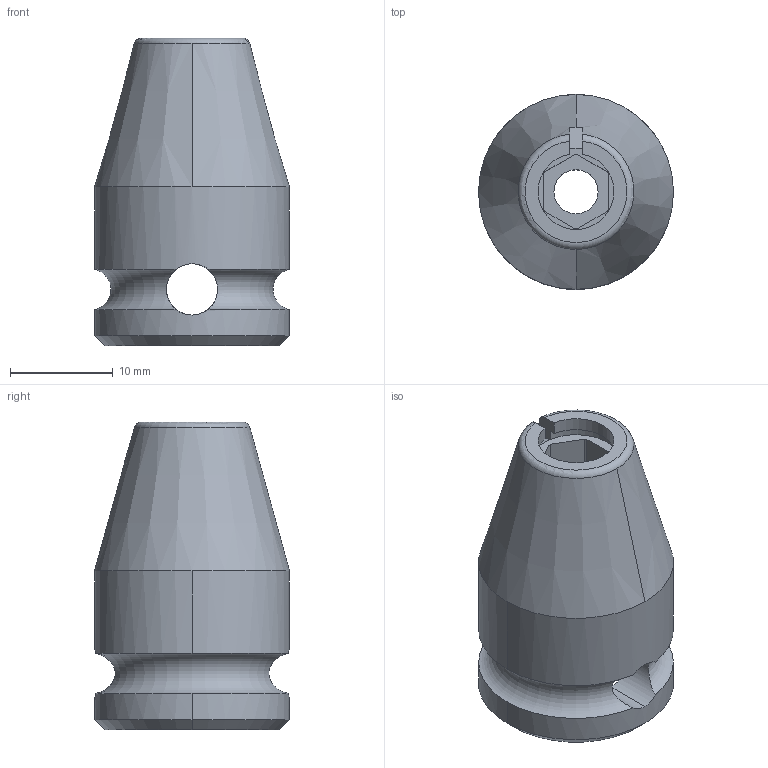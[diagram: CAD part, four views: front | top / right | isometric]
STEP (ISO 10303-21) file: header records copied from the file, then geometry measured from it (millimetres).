
FILE_DESCRIPTION((''),'2;1');
FILE_NAME('4027123500','2023-09-01T08:30:57',('a00565553'),(''),'CREO PARAMETRIC BY PTC INC, 2022414','CREO PARAMETRIC BY PTC INC, 2022414','');
FILE_SCHEMA(('CONFIG_CONTROL_DESIGN','GEOMETRIC_VALIDATION_PROPERTIES_MIM'));
Length unit declared in the file: millimetre
Products named in the file (1): 4027123500
Bounding box: 19 x 19 x 30 mm (x, y, z)
Volume: 4981.2 mm3; surface area: 2804.7 mm2
Topology: 1 solids, 1 shells, 58 faces, 161 edges, 104 vertices
Faces by surface type: plane 24, cylinder 23, cone 8, torus 3
Entity records: 2169 total; most frequent: CARTESIAN_POINT 572, ORIENTED_EDGE 322, DIRECTION 299, EDGE_CURVE 161, AXIS2_PLACEMENT_3D 113, VERTEX_POINT 104, VECTOR 73, LINE 73
